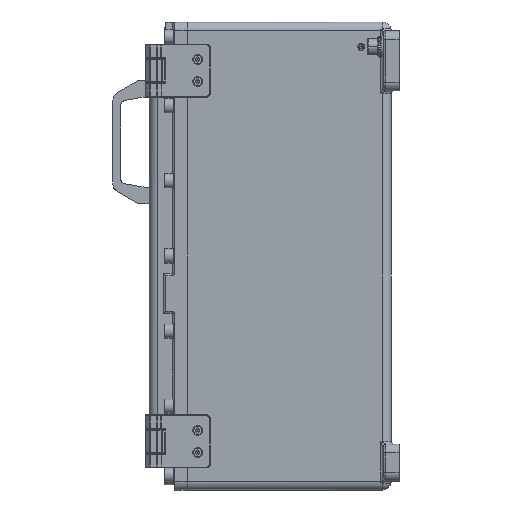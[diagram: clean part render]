
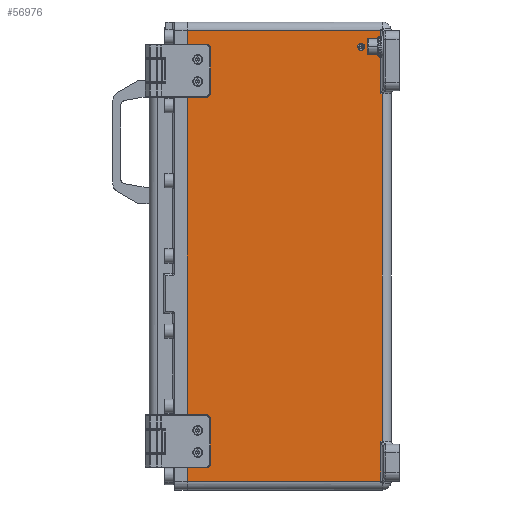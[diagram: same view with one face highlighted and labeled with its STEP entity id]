
A CAD part, left-side view. The second image highlights one B-rep face of the part: STEP entity #56976.
In plain terms, the highlighted planar face has unit normal (-1, 0, 0).
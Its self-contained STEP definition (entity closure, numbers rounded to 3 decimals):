
#599 = EDGE_CURVE ( 'NONE', #3606, #50116, #87044, .T. ) ;
#1474 = ORIENTED_EDGE ( 'NONE', *, *, #74961, .T. ) ;
#1559 = VERTEX_POINT ( 'NONE', #79954 ) ;
#3130 = LINE ( 'NONE', #23838, #90395 ) ;
#3606 = VERTEX_POINT ( 'NONE', #56585 ) ;
#4897 = CARTESIAN_POINT ( 'NONE',  ( -215., 231., -255. ) ) ;
#5545 = LINE ( 'NONE', #69934, #39196 ) ;
#6097 = EDGE_LOOP ( 'NONE', ( #30085, #92016, #23431, #54211, #6217, #50366, #51207, #1474 ) ) ;
#6217 = ORIENTED_EDGE ( 'NONE', *, *, #599, .T. ) ;
#10008 = DIRECTION ( 'NONE',  ( 0., 1., 0. ) ) ;
#10252 = VECTOR ( 'NONE', #73571, 1000. ) ;
#11723 = DIRECTION ( 'NONE',  ( 0., -1., 0. ) ) ;
#15597 = LINE ( 'NONE', #55160, #51450 ) ;
#20011 = DIRECTION ( 'NONE',  ( 0., 0., 1. ) ) ;
#20746 = DIRECTION ( 'NONE',  ( 0., -1., 0. ) ) ;
#21628 = DIRECTION ( 'NONE',  ( 1., 0., 0. ) ) ;
#23431 = ORIENTED_EDGE ( 'NONE', *, *, #58131, .T. ) ;
#23838 = CARTESIAN_POINT ( 'NONE',  ( -215., 12., -265. ) ) ;
#25118 = LINE ( 'NONE', #72810, #86883 ) ;
#25389 = FACE_OUTER_BOUND ( 'NONE', #6097, .T. ) ;
#25553 = DIRECTION ( 'NONE',  ( 0., 0., 1. ) ) ;
#30085 = ORIENTED_EDGE ( 'NONE', *, *, #74324, .T. ) ;
#30188 = VERTEX_POINT ( 'NONE', #77608 ) ;
#31489 = VERTEX_POINT ( 'NONE', #55569 ) ;
#32047 = DIRECTION ( 'NONE',  ( 0., 0., 1. ) ) ;
#33100 = LINE ( 'NONE', #53881, #51677 ) ;
#33654 = VERTEX_POINT ( 'NONE', #72366 ) ;
#36109 = AXIS2_PLACEMENT_3D ( 'NONE', #36203, #21628, #36522 ) ;
#36203 = CARTESIAN_POINT ( 'NONE',  ( -215., 231., -265. ) ) ;
#36295 = CARTESIAN_POINT ( 'NONE',  ( -215., 12., 255. ) ) ;
#36522 = DIRECTION ( 'NONE',  ( 0., 0., -1. ) ) ;
#39196 = VECTOR ( 'NONE', #11723, 1000. ) ;
#41406 = LINE ( 'NONE', #72700, #55370 ) ;
#42615 = EDGE_CURVE ( 'NONE', #50116, #66272, #94097, .T. ) ;
#50116 = VERTEX_POINT ( 'NONE', #36295 ) ;
#50366 = ORIENTED_EDGE ( 'NONE', *, *, #42615, .T. ) ;
#51207 = ORIENTED_EDGE ( 'NONE', *, *, #75962, .F. ) ;
#51450 = VECTOR ( 'NONE', #32047, 1000. ) ;
#51677 = VECTOR ( 'NONE', #10008, 1000. ) ;
#53811 = VERTEX_POINT ( 'NONE', #4897 ) ;
#53881 = CARTESIAN_POINT ( 'NONE',  ( -215., 9., 184. ) ) ;
#54211 = ORIENTED_EDGE ( 'NONE', *, *, #87045, .T. ) ;
#55160 = CARTESIAN_POINT ( 'NONE',  ( -215., 10., -265. ) ) ;
#55370 = VECTOR ( 'NONE', #20011, 1000. ) ;
#55569 = CARTESIAN_POINT ( 'NONE',  ( -215., 12., -210. ) ) ;
#56585 = CARTESIAN_POINT ( 'NONE',  ( -215., 12., 184. ) ) ;
#56976 = ADVANCED_FACE ( 'NONE', ( #25389 ), #58372, .F. ) ;
#57743 = EDGE_CURVE ( 'NONE', #31489, #33654, #5545, .T. ) ;
#58131 = EDGE_CURVE ( 'NONE', #33654, #1559, #15597, .T. ) ;
#58372 = PLANE ( 'NONE',  #36109 ) ;
#61655 = CARTESIAN_POINT ( 'NONE',  ( -215., 12., -265. ) ) ;
#65083 = CARTESIAN_POINT ( 'NONE',  ( -215., 231., 255. ) ) ;
#66272 = VERTEX_POINT ( 'NONE', #96019 ) ;
#67176 = VECTOR ( 'NONE', #25553, 1000. ) ;
#69934 = CARTESIAN_POINT ( 'NONE',  ( -215., 231., -210. ) ) ;
#72366 = CARTESIAN_POINT ( 'NONE',  ( -215., 10., -210. ) ) ;
#72700 = CARTESIAN_POINT ( 'NONE',  ( -215., 231., -265. ) ) ;
#72810 = CARTESIAN_POINT ( 'NONE',  ( -215., 231., -255. ) ) ;
#73571 = DIRECTION ( 'NONE',  ( 0., 1., 0. ) ) ;
#74324 = EDGE_CURVE ( 'NONE', #30188, #31489, #3130, .T. ) ;
#74961 = EDGE_CURVE ( 'NONE', #53811, #30188, #25118, .T. ) ;
#75896 = DIRECTION ( 'NONE',  ( 0., 0., 1. ) ) ;
#75962 = EDGE_CURVE ( 'NONE', #53811, #66272, #41406, .T. ) ;
#77608 = CARTESIAN_POINT ( 'NONE',  ( -215., 12., -255. ) ) ;
#79954 = CARTESIAN_POINT ( 'NONE',  ( -215., 10., 184. ) ) ;
#86883 = VECTOR ( 'NONE', #20746, 1000. ) ;
#87044 = LINE ( 'NONE', #61655, #67176 ) ;
#87045 = EDGE_CURVE ( 'NONE', #1559, #3606, #33100, .T. ) ;
#90395 = VECTOR ( 'NONE', #75896, 1000. ) ;
#92016 = ORIENTED_EDGE ( 'NONE', *, *, #57743, .T. ) ;
#94097 = LINE ( 'NONE', #65083, #10252 ) ;
#96019 = CARTESIAN_POINT ( 'NONE',  ( -215., 231., 255. ) ) ;
